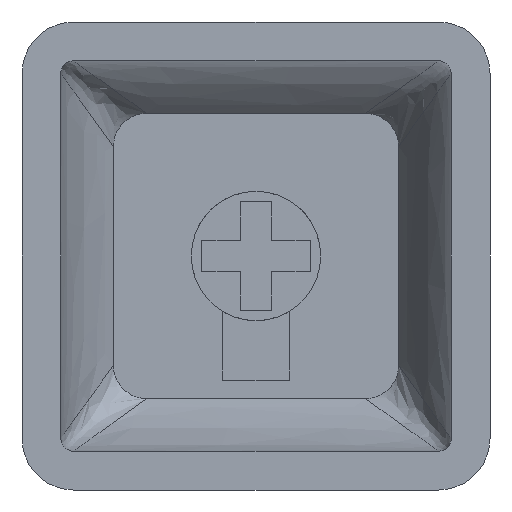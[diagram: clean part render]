
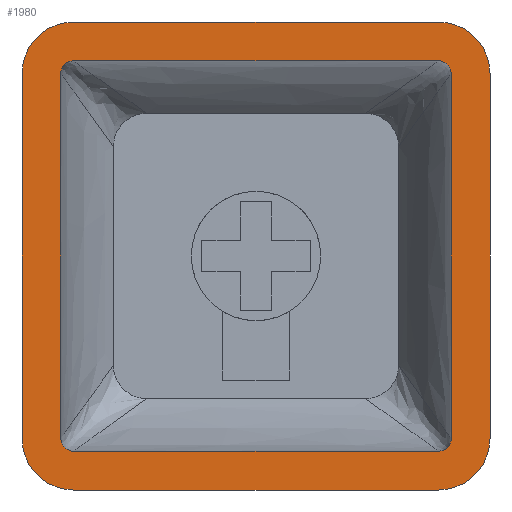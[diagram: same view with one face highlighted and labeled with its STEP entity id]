
A CAD part, front view. The second image highlights one B-rep face of the part: STEP entity #1980.
In plain terms, the highlighted planar face has unit normal (0, -1, 0).
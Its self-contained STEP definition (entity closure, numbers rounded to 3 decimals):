
#18=CIRCLE('',#2078,2.);
#19=CIRCLE('',#2079,2.);
#20=CIRCLE('',#2080,2.);
#21=CIRCLE('',#2081,2.);
#31=FACE_BOUND('',#557,.T.);
#71=LINE('',#4074,#228);
#72=LINE('',#4078,#229);
#73=LINE('',#4082,#230);
#74=LINE('',#4085,#231);
#228=VECTOR('',#2204,10.);
#229=VECTOR('',#2207,10.);
#230=VECTOR('',#2210,10.);
#231=VECTOR('',#2213,10.);
#366=PLANE('',#2077);
#447=FACE_OUTER_BOUND('',#556,.T.);
#556=EDGE_LOOP('',(#1483,#1484,#1485,#1486,#1487,#1488,#1489,#1490));
#557=EDGE_LOOP('',(#1491,#1492,#1493,#1494,#1495,#1496,#1497,#1498));
#700=B_SPLINE_CURVE_WITH_KNOTS('',3,(#3681,#3682,#3683,#3684,#3685,#3686,
#3687,#3688,#3689,#3690),.UNSPECIFIED.,.F.,.F.,(4,1,1,1,1,1,1,4),(0.,
0.143,0.286,0.429,0.571,
0.714,0.857,1.),.UNSPECIFIED.);
#703=B_SPLINE_CURVE_WITH_KNOTS('',3,(#3730,#3731,#3732,#3733,#3734,#3735,
#3736),.UNSPECIFIED.,.F.,.F.,(4,1,1,1,4),(0.,0.286,0.571,
0.857,1.),.UNSPECIFIED.);
#705=B_SPLINE_CURVE_WITH_KNOTS('',3,(#3798,#3799,#3800,#3801,#3802,#3803,
#3804,#3805,#3806),.UNSPECIFIED.,.F.,.F.,(4,1,1,1,1,1,4),(0.,
0.214,0.429,0.571,0.714,
0.857,1.),.UNSPECIFIED.);
#707=B_SPLINE_CURVE_WITH_KNOTS('',3,(#3840,#3841,#3842,#3843,#3844,#3845,
#3846),.UNSPECIFIED.,.F.,.F.,(4,1,1,1,4),(0.,0.286,0.571,
0.857,1.),.UNSPECIFIED.);
#709=B_SPLINE_CURVE_WITH_KNOTS('',3,(#3914,#3915,#3916,#3917,#3918,#3919,
#3920,#3921,#3922,#3923),.UNSPECIFIED.,.F.,.F.,(4,1,1,1,1,1,1,4),(0.,
0.143,0.286,0.429,0.571,
0.714,0.857,1.),.UNSPECIFIED.);
#711=B_SPLINE_CURVE_WITH_KNOTS('',3,(#3957,#3958,#3959,#3960,#3961,#3962,
#3963),.UNSPECIFIED.,.F.,.F.,(4,1,1,1,4),(0.,0.286,0.571,
0.857,1.),.UNSPECIFIED.);
#713=B_SPLINE_CURVE_WITH_KNOTS('',3,(#4025,#4026,#4027,#4028,#4029,#4030,
#4031,#4032,#4033),.UNSPECIFIED.,.F.,.F.,(4,1,1,1,1,1,4),(0.,
0.214,0.429,0.571,0.714,
0.857,1.),.UNSPECIFIED.);
#714=B_SPLINE_CURVE_WITH_KNOTS('',3,(#4062,#4063,#4064,#4065,#4066,#4067,
#4068),.UNSPECIFIED.,.F.,.F.,(4,1,1,1,4),(0.,0.286,0.571,
0.857,1.),.UNSPECIFIED.);
#838=VERTEX_POINT('',#3673);
#839=VERTEX_POINT('',#3680);
#840=VERTEX_POINT('',#3725);
#841=VERTEX_POINT('',#3791);
#842=VERTEX_POINT('',#3835);
#843=VERTEX_POINT('',#3907);
#844=VERTEX_POINT('',#3952);
#845=VERTEX_POINT('',#4018);
#846=VERTEX_POINT('',#4070);
#847=VERTEX_POINT('',#4071);
#848=VERTEX_POINT('',#4073);
#849=VERTEX_POINT('',#4075);
#850=VERTEX_POINT('',#4077);
#851=VERTEX_POINT('',#4079);
#852=VERTEX_POINT('',#4081);
#853=VERTEX_POINT('',#4083);
#1078=EDGE_CURVE('',#839,#838,#700,.T.);
#1081=EDGE_CURVE('',#838,#840,#703,.T.);
#1083=EDGE_CURVE('',#840,#841,#705,.T.);
#1085=EDGE_CURVE('',#841,#842,#707,.T.);
#1087=EDGE_CURVE('',#842,#843,#709,.T.);
#1089=EDGE_CURVE('',#843,#844,#711,.T.);
#1091=EDGE_CURVE('',#844,#845,#713,.T.);
#1092=EDGE_CURVE('',#845,#839,#714,.T.);
#1093=EDGE_CURVE('',#846,#847,#18,.T.);
#1094=EDGE_CURVE('',#848,#846,#71,.T.);
#1095=EDGE_CURVE('',#849,#848,#19,.T.);
#1096=EDGE_CURVE('',#850,#849,#72,.T.);
#1097=EDGE_CURVE('',#851,#850,#20,.T.);
#1098=EDGE_CURVE('',#852,#851,#73,.T.);
#1099=EDGE_CURVE('',#853,#852,#21,.T.);
#1100=EDGE_CURVE('',#847,#853,#74,.T.);
#1483=ORIENTED_EDGE('',*,*,#1093,.F.);
#1484=ORIENTED_EDGE('',*,*,#1094,.F.);
#1485=ORIENTED_EDGE('',*,*,#1095,.F.);
#1486=ORIENTED_EDGE('',*,*,#1096,.F.);
#1487=ORIENTED_EDGE('',*,*,#1097,.F.);
#1488=ORIENTED_EDGE('',*,*,#1098,.F.);
#1489=ORIENTED_EDGE('',*,*,#1099,.F.);
#1490=ORIENTED_EDGE('',*,*,#1100,.F.);
#1491=ORIENTED_EDGE('',*,*,#1078,.T.);
#1492=ORIENTED_EDGE('',*,*,#1081,.T.);
#1493=ORIENTED_EDGE('',*,*,#1083,.T.);
#1494=ORIENTED_EDGE('',*,*,#1085,.T.);
#1495=ORIENTED_EDGE('',*,*,#1087,.T.);
#1496=ORIENTED_EDGE('',*,*,#1089,.T.);
#1497=ORIENTED_EDGE('',*,*,#1091,.T.);
#1498=ORIENTED_EDGE('',*,*,#1092,.T.);
#1980=ADVANCED_FACE('',(#447,#31),#366,.F.);
#2077=AXIS2_PLACEMENT_3D('',#4069,#2200,#2201);
#2078=AXIS2_PLACEMENT_3D('',#4072,#2202,#2203);
#2079=AXIS2_PLACEMENT_3D('',#4076,#2205,#2206);
#2080=AXIS2_PLACEMENT_3D('',#4080,#2208,#2209);
#2081=AXIS2_PLACEMENT_3D('',#4084,#2211,#2212);
#2200=DIRECTION('center_axis',(0.,1.,0.));
#2201=DIRECTION('ref_axis',(0.,0.,1.));
#2202=DIRECTION('center_axis',(0.,1.,0.));
#2203=DIRECTION('ref_axis',(0.,0.,1.));
#2204=DIRECTION('',(1.,0.,0.));
#2205=DIRECTION('center_axis',(0.,1.,0.));
#2206=DIRECTION('ref_axis',(-1.,0.,0.));
#2207=DIRECTION('',(0.,0.,1.));
#2208=DIRECTION('center_axis',(0.,1.,0.));
#2209=DIRECTION('ref_axis',(0.,0.,-1.));
#2210=DIRECTION('',(-1.,0.,0.));
#2211=DIRECTION('center_axis',(0.,1.,0.));
#2212=DIRECTION('ref_axis',(1.,0.,0.));
#2213=DIRECTION('',(0.,0.,-1.));
#3673=CARTESIAN_POINT('',(16.6,0.,16.1));
#3680=CARTESIAN_POINT('',(16.1,0.,16.6));
#3681=CARTESIAN_POINT('Ctrl Pts',(16.1,0.,16.6));
#3682=CARTESIAN_POINT('Ctrl Pts',(16.137,0.,16.6));
#3683=CARTESIAN_POINT('Ctrl Pts',(16.212,0.,16.592));
#3684=CARTESIAN_POINT('Ctrl Pts',(16.319,0.,16.554));
#3685=CARTESIAN_POINT('Ctrl Pts',(16.414,0.,16.494));
#3686=CARTESIAN_POINT('Ctrl Pts',(16.494,0.,16.414));
#3687=CARTESIAN_POINT('Ctrl Pts',(16.554,0.,16.319));
#3688=CARTESIAN_POINT('Ctrl Pts',(16.592,0.,16.212));
#3689=CARTESIAN_POINT('Ctrl Pts',(16.6,0.,16.137));
#3690=CARTESIAN_POINT('Ctrl Pts',(16.6,0.,16.1));
#3725=CARTESIAN_POINT('',(16.6,0.,2.));
#3730=CARTESIAN_POINT('Ctrl Pts',(16.6,0.,16.1));
#3731=CARTESIAN_POINT('Ctrl Pts',(16.6,0.,15.801));
#3732=CARTESIAN_POINT('Ctrl Pts',(16.6,0.,13.413));
#3733=CARTESIAN_POINT('Ctrl Pts',(16.6,0.,7.532));
#3734=CARTESIAN_POINT('Ctrl Pts',(16.6,0.,3.269));
#3735=CARTESIAN_POINT('Ctrl Pts',(16.6,0.,2.15));
#3736=CARTESIAN_POINT('Ctrl Pts',(16.6,0.,2.));
#3791=CARTESIAN_POINT('',(16.1,0.,1.5));
#3798=CARTESIAN_POINT('Ctrl Pts',(16.6,0.,2.));
#3799=CARTESIAN_POINT('Ctrl Pts',(16.6,0.,1.944));
#3800=CARTESIAN_POINT('Ctrl Pts',(16.581,0.,1.832));
#3801=CARTESIAN_POINT('Ctrl Pts',(16.508,0.,1.699));
#3802=CARTESIAN_POINT('Ctrl Pts',(16.414,0.,1.606));
#3803=CARTESIAN_POINT('Ctrl Pts',(16.319,0.,1.546));
#3804=CARTESIAN_POINT('Ctrl Pts',(16.212,0.,1.508));
#3805=CARTESIAN_POINT('Ctrl Pts',(16.137,0.,1.5));
#3806=CARTESIAN_POINT('Ctrl Pts',(16.1,0.,1.5));
#3835=CARTESIAN_POINT('',(2.,0.,1.5));
#3840=CARTESIAN_POINT('Ctrl Pts',(16.1,0.,1.5));
#3841=CARTESIAN_POINT('Ctrl Pts',(15.801,0.,1.5));
#3842=CARTESIAN_POINT('Ctrl Pts',(13.413,0.,1.5));
#3843=CARTESIAN_POINT('Ctrl Pts',(7.532,0.,1.5));
#3844=CARTESIAN_POINT('Ctrl Pts',(3.269,0.,1.5));
#3845=CARTESIAN_POINT('Ctrl Pts',(2.15,0.,1.5));
#3846=CARTESIAN_POINT('Ctrl Pts',(2.,0.,1.5));
#3907=CARTESIAN_POINT('',(1.5,0.,2.));
#3914=CARTESIAN_POINT('Ctrl Pts',(2.,0.,1.5));
#3915=CARTESIAN_POINT('Ctrl Pts',(1.963,0.,1.5));
#3916=CARTESIAN_POINT('Ctrl Pts',(1.888,0.,1.508));
#3917=CARTESIAN_POINT('Ctrl Pts',(1.781,0.,1.546));
#3918=CARTESIAN_POINT('Ctrl Pts',(1.686,0.,1.606));
#3919=CARTESIAN_POINT('Ctrl Pts',(1.606,0.,1.686));
#3920=CARTESIAN_POINT('Ctrl Pts',(1.546,0.,1.781));
#3921=CARTESIAN_POINT('Ctrl Pts',(1.508,0.,1.888));
#3922=CARTESIAN_POINT('Ctrl Pts',(1.5,0.,1.963));
#3923=CARTESIAN_POINT('Ctrl Pts',(1.5,0.,2.));
#3952=CARTESIAN_POINT('',(1.5,0.,16.1));
#3957=CARTESIAN_POINT('Ctrl Pts',(1.5,0.,2.));
#3958=CARTESIAN_POINT('Ctrl Pts',(1.5,0.,2.299));
#3959=CARTESIAN_POINT('Ctrl Pts',(1.5,0.,4.687));
#3960=CARTESIAN_POINT('Ctrl Pts',(1.5,0.,10.568));
#3961=CARTESIAN_POINT('Ctrl Pts',(1.5,0.,14.831));
#3962=CARTESIAN_POINT('Ctrl Pts',(1.5,0.,15.95));
#3963=CARTESIAN_POINT('Ctrl Pts',(1.5,0.,16.1));
#4018=CARTESIAN_POINT('',(2.,0.,16.6));
#4025=CARTESIAN_POINT('Ctrl Pts',(1.5,0.,16.1));
#4026=CARTESIAN_POINT('Ctrl Pts',(1.5,0.,16.156));
#4027=CARTESIAN_POINT('Ctrl Pts',(1.519,0.,16.268));
#4028=CARTESIAN_POINT('Ctrl Pts',(1.592,0.,16.401));
#4029=CARTESIAN_POINT('Ctrl Pts',(1.686,0.,16.494));
#4030=CARTESIAN_POINT('Ctrl Pts',(1.781,0.,16.554));
#4031=CARTESIAN_POINT('Ctrl Pts',(1.888,0.,16.592));
#4032=CARTESIAN_POINT('Ctrl Pts',(1.963,0.,16.6));
#4033=CARTESIAN_POINT('Ctrl Pts',(2.,0.,16.6));
#4062=CARTESIAN_POINT('Ctrl Pts',(2.,0.,16.6));
#4063=CARTESIAN_POINT('Ctrl Pts',(2.299,0.,16.6));
#4064=CARTESIAN_POINT('Ctrl Pts',(4.687,0.,16.6));
#4065=CARTESIAN_POINT('Ctrl Pts',(10.568,0.,16.6));
#4066=CARTESIAN_POINT('Ctrl Pts',(14.831,0.,16.6));
#4067=CARTESIAN_POINT('Ctrl Pts',(15.95,0.,16.6));
#4068=CARTESIAN_POINT('Ctrl Pts',(16.1,0.,16.6));
#4069=CARTESIAN_POINT('Origin',(9.05,0.,9.05));
#4070=CARTESIAN_POINT('',(16.1,0.,18.1));
#4071=CARTESIAN_POINT('',(18.1,0.,16.1));
#4072=CARTESIAN_POINT('Origin',(16.1,0.,16.1));
#4073=CARTESIAN_POINT('',(2.,0.,18.1));
#4074=CARTESIAN_POINT('',(16.1,0.,18.1));
#4075=CARTESIAN_POINT('',(0.,0.,16.1));
#4076=CARTESIAN_POINT('Origin',(2.,0.,16.1));
#4077=CARTESIAN_POINT('',(0.,0.,2.));
#4078=CARTESIAN_POINT('',(0.,0.,16.1));
#4079=CARTESIAN_POINT('',(2.,0.,0.));
#4080=CARTESIAN_POINT('Origin',(2.,0.,2.));
#4081=CARTESIAN_POINT('',(16.1,0.,0.));
#4082=CARTESIAN_POINT('',(2.,0.,0.));
#4083=CARTESIAN_POINT('',(18.1,0.,2.));
#4084=CARTESIAN_POINT('Origin',(16.1,0.,2.));
#4085=CARTESIAN_POINT('',(18.1,0.,2.));
